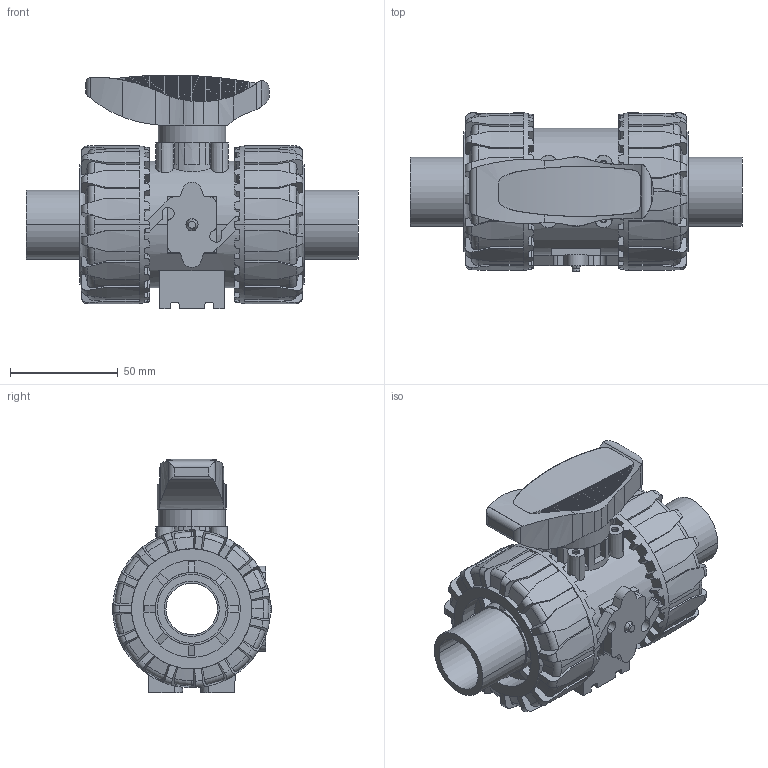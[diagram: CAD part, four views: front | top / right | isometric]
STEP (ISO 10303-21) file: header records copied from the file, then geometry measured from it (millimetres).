
FILE_DESCRIPTION(('STEP AP214'),'1');
FILE_NAME('vkddm032e.stp','2017-12-15T15:22:06',('TraceParts'),('TraceParts S.A.'),'Spatial InterOp 3D',' ',' ');
FILE_SCHEMA(('automotive_design'));
Length unit declared in the file: millimetre
Products named in the file (7): vkddm032e_1; vkddm032e_2; vkddm032e_3; vkddm032e_4; vkddm032e_5; vkddm032e_6; vkddm032e_7
Bounding box: 154 x 73.5 x 108.43 mm (x, y, z)
Volume: 400324.4 mm3; surface area: 101769.4 mm2
Topology: 7 solids, 7 shells, 1268 faces, 3617 edges, 2391 vertices
Faces by surface type: plane 861, cylinder 253, cone 82, torus 64, bspline 8
Entity records: 54083 total; most frequent: CARTESIAN_POINT 9877, DIRECTION 7482, ORIENTED_EDGE 7234, EDGE_CURVE 3617, AXIS2_PLACEMENT_3D 2987, VERTEX_POINT 2391, LINE 1508, VECTOR 1508
